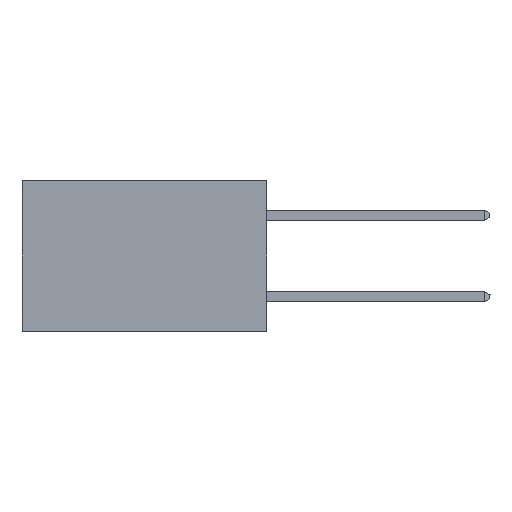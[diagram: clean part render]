
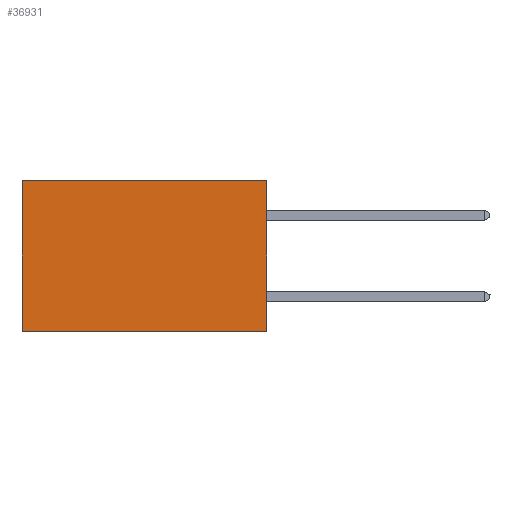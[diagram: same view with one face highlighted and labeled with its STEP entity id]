
A CAD part, left-side view. The second image highlights one B-rep face of the part: STEP entity #36931.
In plain terms, the highlighted planar face has unit normal (-1, 0, 0).
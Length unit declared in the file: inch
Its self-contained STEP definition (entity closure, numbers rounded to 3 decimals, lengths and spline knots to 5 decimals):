
#120 = EDGE_CURVE ( 'NONE', #25139, #5183, #16285, .T. ) ;
#1900 = EDGE_CURVE ( 'NONE', #5183, #3491, #16101, .T. ) ;
#2265 = CARTESIAN_POINT ( 'NONE',  ( 0.2875, 0., 0. ) ) ;
#2514 = CARTESIAN_POINT ( 'NONE',  ( 0.2875, 0., 0. ) ) ;
#2909 = VERTEX_POINT ( 'NONE', #41683 ) ;
#2990 = ORIENTED_EDGE ( 'NONE', *, *, #120, .T. ) ;
#3491 = VERTEX_POINT ( 'NONE', #39815 ) ;
#5183 = VERTEX_POINT ( 'NONE', #22373 ) ;
#10776 = DIRECTION ( 'NONE',  ( 0., 0., -1. ) ) ;
#11407 = EDGE_CURVE ( 'NONE', #25139, #2909, #33181, .T. ) ;
#15258 = DIRECTION ( 'NONE',  ( 0., 0., -1. ) ) ;
#15539 = CARTESIAN_POINT ( 'NONE',  ( 0.2875, 0., -0.37 ) ) ;
#16101 = LINE ( 'NONE', #23892, #21676 ) ;
#16285 = LINE ( 'NONE', #40385, #27446 ) ;
#16843 = ORIENTED_EDGE ( 'NONE', *, *, #11407, .F. ) ;
#18370 = DIRECTION ( 'NONE',  ( 0., 1., 0. ) ) ;
#18410 = EDGE_CURVE ( 'NONE', #2909, #3491, #37658, .T. ) ;
#18535 = VECTOR ( 'NONE', #22450, 39.37008 ) ;
#18550 = FACE_OUTER_BOUND ( 'NONE', #36343, .T. ) ;
#20764 = AXIS2_PLACEMENT_3D ( 'NONE', #2265, #21329, #15258 ) ;
#21329 = DIRECTION ( 'NONE',  ( 1., 0., 0. ) ) ;
#21618 = PLANE ( 'NONE',  #20764 ) ;
#21676 = VECTOR ( 'NONE', #10776, 39.37008 ) ;
#22373 = CARTESIAN_POINT ( 'NONE',  ( 0.2875, 0.6, 0. ) ) ;
#22450 = DIRECTION ( 'NONE',  ( 0., 0., -1. ) ) ;
#23892 = CARTESIAN_POINT ( 'NONE',  ( 0.2875, 0.6, 0. ) ) ;
#25139 = VERTEX_POINT ( 'NONE', #2514 ) ;
#25140 = ORIENTED_EDGE ( 'NONE', *, *, #1900, .T. ) ;
#27446 = VECTOR ( 'NONE', #40523, 39.37008 ) ;
#32844 = ORIENTED_EDGE ( 'NONE', *, *, #18410, .F. ) ;
#33181 = LINE ( 'NONE', #41746, #18535 ) ;
#35147 = VECTOR ( 'NONE', #18370, 39.37008 ) ;
#36343 = EDGE_LOOP ( 'NONE', ( #25140, #32844, #16843, #2990 ) ) ;
#36931 = ADVANCED_FACE ( 'NONE', ( #18550 ), #21618, .F. ) ;
#37658 = LINE ( 'NONE', #15539, #35147 ) ;
#39815 = CARTESIAN_POINT ( 'NONE',  ( 0.2875, 0.6, -0.37 ) ) ;
#40385 = CARTESIAN_POINT ( 'NONE',  ( 0.2875, 0., 0. ) ) ;
#40523 = DIRECTION ( 'NONE',  ( 0., 1., 0. ) ) ;
#41683 = CARTESIAN_POINT ( 'NONE',  ( 0.2875, 0., -0.37 ) ) ;
#41746 = CARTESIAN_POINT ( 'NONE',  ( 0.2875, 0., 0. ) ) ;
